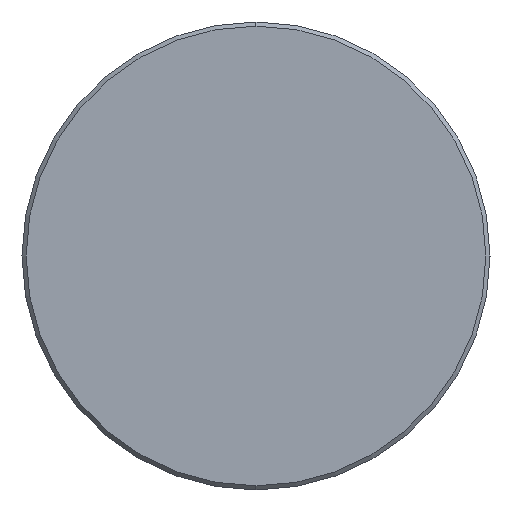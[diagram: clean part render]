
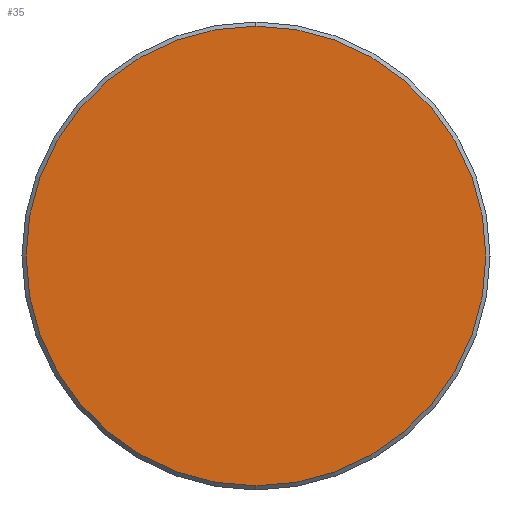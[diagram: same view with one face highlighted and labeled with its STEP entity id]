
A CAD part, left-side view. The second image highlights one B-rep face of the part: STEP entity #35.
In plain terms, the highlighted planar face has unit normal (-1, 0, 0).
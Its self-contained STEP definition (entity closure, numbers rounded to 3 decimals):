
#26 = CARTESIAN_POINT ( 'NONE',  ( 0., 0., 0. ) ) ;
#35 = ADVANCED_FACE ( 'NONE', ( #36 ), #46, .F. ) ;
#36 = FACE_OUTER_BOUND ( 'NONE', #377, .T. ) ;
#46 = PLANE ( 'NONE',  #609 ) ;
#119 = CARTESIAN_POINT ( 'NONE',  ( 0., 0., 16.7 ) ) ;
#137 = DIRECTION ( 'NONE',  ( -1., 0., 0. ) ) ;
#192 = VERTEX_POINT ( 'NONE', #501 ) ;
#194 = ORIENTED_EDGE ( 'NONE', *, *, #497, .T. ) ;
#256 = AXIS2_PLACEMENT_3D ( 'NONE', #26, #137, #515 ) ;
#271 = DIRECTION ( 'NONE',  ( 0., 0., -1. ) ) ;
#326 = EDGE_CURVE ( 'NONE', #192, #580, #494, .T. ) ;
#377 = EDGE_LOOP ( 'NONE', ( #505, #194 ) ) ;
#414 = CARTESIAN_POINT ( 'NONE',  ( 0., 0., 0. ) ) ;
#467 = DIRECTION ( 'NONE',  ( 1., 0., 0. ) ) ;
#494 = CIRCLE ( 'NONE', #256, 16.7 ) ;
#497 = EDGE_CURVE ( 'NONE', #580, #192, #519, .T. ) ;
#501 = CARTESIAN_POINT ( 'NONE',  ( 0., 0., -16.7 ) ) ;
#505 = ORIENTED_EDGE ( 'NONE', *, *, #326, .T. ) ;
#515 = DIRECTION ( 'NONE',  ( 0., 0., 1. ) ) ;
#518 = DIRECTION ( 'NONE',  ( -1., 0., 0. ) ) ;
#519 = CIRCLE ( 'NONE', #573, 16.7 ) ;
#573 = AXIS2_PLACEMENT_3D ( 'NONE', #677, #518, #630 ) ;
#580 = VERTEX_POINT ( 'NONE', #119 ) ;
#609 = AXIS2_PLACEMENT_3D ( 'NONE', #414, #467, #271 ) ;
#630 = DIRECTION ( 'NONE',  ( 0., 0., 1. ) ) ;
#677 = CARTESIAN_POINT ( 'NONE',  ( 0., 0., 0. ) ) ;
